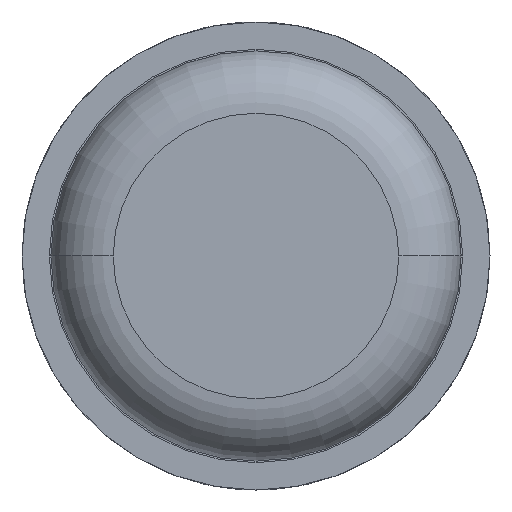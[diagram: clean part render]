
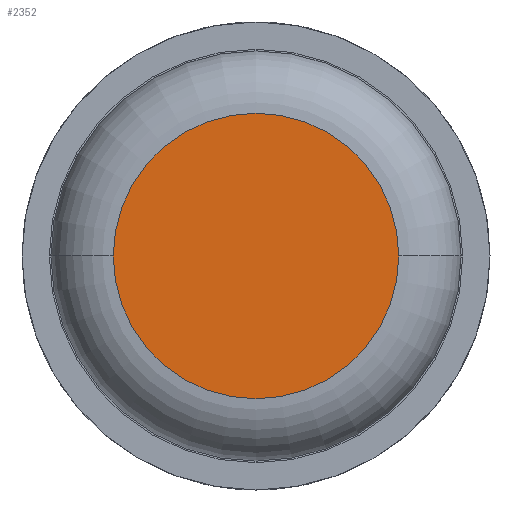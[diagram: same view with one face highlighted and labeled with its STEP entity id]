
A CAD part, front view. The second image highlights one B-rep face of the part: STEP entity #2352.
In plain terms, the highlighted planar face has unit normal (0, -1, 0).
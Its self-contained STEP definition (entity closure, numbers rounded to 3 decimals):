
#19 = VERTEX_POINT ( 'NONE', #3557 ) ;
#69 = CARTESIAN_POINT ( 'NONE',  ( -0.915, 0., 0. ) ) ;
#308 = AXIS2_PLACEMENT_3D ( 'NONE', #643, #954, #4257 ) ;
#420 = CIRCLE ( 'NONE', #2789, 0.915 ) ;
#643 = CARTESIAN_POINT ( 'NONE',  ( 0., 0., 0. ) ) ;
#784 = EDGE_CURVE ( 'Defeature ausgef�hrt1_6+Defeature ausgef�hrt1_7+Defeature ausgef�hrt1_7+Defeature ausgef�hrt1_7', #19, #4912, #420, .T. ) ;
#954 = DIRECTION ( 'NONE',  ( 0., -1., 0. ) ) ;
#1161 = DIRECTION ( 'NONE',  ( -1., 0., 0. ) ) ;
#1269 = CIRCLE ( 'NONE', #308, 0.915 ) ;
#1522 = ORIENTED_EDGE ( 'NONE', *, *, #784, .T. ) ;
#1570 = DIRECTION ( 'NONE',  ( 0., -1., 0. ) ) ;
#1999 = AXIS2_PLACEMENT_3D ( 'NONE', #2365, #4828, #1161 ) ;
#2047 = EDGE_LOOP ( 'NONE', ( #4887, #1522 ) ) ;
#2352 = ADVANCED_FACE ( 'Defeature ausgef�hrt1_6', ( #4624 ), #4022, .F. ) ;
#2365 = CARTESIAN_POINT ( 'NONE',  ( 0., 0., 0. ) ) ;
#2789 = AXIS2_PLACEMENT_3D ( 'NONE', #3245, #1570, #3649 ) ;
#3245 = CARTESIAN_POINT ( 'NONE',  ( 0., 0., 0. ) ) ;
#3557 = CARTESIAN_POINT ( 'NONE',  ( 0.915, 0., 0. ) ) ;
#3649 = DIRECTION ( 'NONE',  ( -1., 0., 0. ) ) ;
#4022 = PLANE ( 'NONE',  #1999 ) ;
#4257 = DIRECTION ( 'NONE',  ( -1., 0., 0. ) ) ;
#4624 = FACE_OUTER_BOUND ( 'NONE', #2047, .T. ) ;
#4644 = EDGE_CURVE ( 'Defeature ausgef�hrt1_6+Defeature ausgef�hrt1_7+Defeature ausgef�hrt1_7+Defeature ausgef�hrt1_7', #4912, #19, #1269, .T. ) ;
#4828 = DIRECTION ( 'NONE',  ( 0., 1., 0. ) ) ;
#4887 = ORIENTED_EDGE ( 'NONE', *, *, #4644, .T. ) ;
#4912 = VERTEX_POINT ( 'NONE', #69 ) ;
